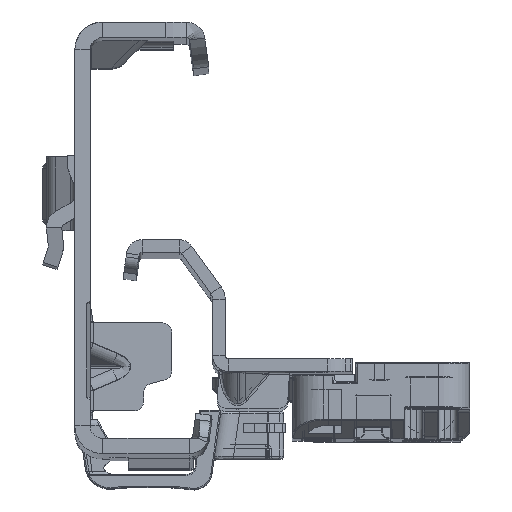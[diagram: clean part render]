
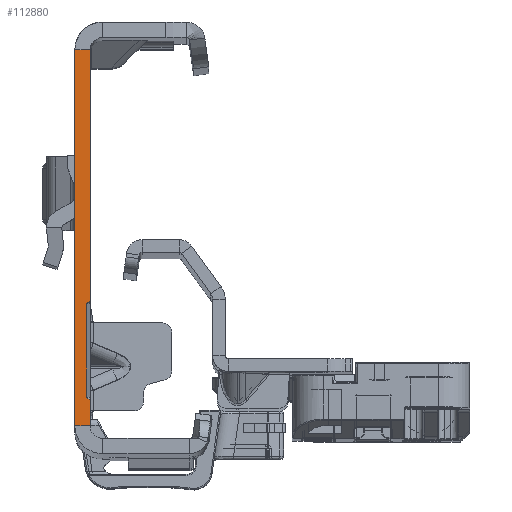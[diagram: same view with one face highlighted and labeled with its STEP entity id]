
A CAD part, top view. The second image highlights one B-rep face of the part: STEP entity #112880.
In plain terms, the highlighted planar face has unit normal (0, 0, 1).
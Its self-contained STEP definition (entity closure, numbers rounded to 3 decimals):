
#888 = VERTEX_POINT ( 'NONE', #56989 ) ;
#2431 = DIRECTION ( 'NONE',  ( 0., -1., 0. ) ) ;
#2781 = CARTESIAN_POINT ( 'NONE',  ( -2.45, -32., 0. ) ) ;
#3049 = LINE ( 'NONE', #100157, #68504 ) ;
#3974 = ORIENTED_EDGE ( 'NONE', *, *, #9631, .T. ) ;
#6991 = VERTEX_POINT ( 'NONE', #87527 ) ;
#7919 = CARTESIAN_POINT ( 'NONE',  ( -2.45, -30., 0. ) ) ;
#8169 = ORIENTED_EDGE ( 'NONE', *, *, #124300, .F. ) ;
#9631 = EDGE_CURVE ( 'NONE', #94197, #104583, #48161, .T. ) ;
#16457 = DIRECTION ( 'NONE',  ( 0., -1., 0. ) ) ;
#17636 = EDGE_CURVE ( 'NONE', #97387, #888, #86908, .T. ) ;
#18469 = EDGE_CURVE ( 'NONE', #24280, #88704, #83209, .T. ) ;
#21948 = CARTESIAN_POINT ( 'NONE',  ( 0., -32., 0. ) ) ;
#23224 = ORIENTED_EDGE ( 'NONE', *, *, #17636, .F. ) ;
#24280 = VERTEX_POINT ( 'NONE', #92801 ) ;
#27065 = EDGE_CURVE ( 'NONE', #97387, #94197, #44585, .T. ) ;
#28949 = VECTOR ( 'NONE', #76467, 1000. ) ;
#30159 = FACE_OUTER_BOUND ( 'NONE', #45369, .T. ) ;
#30493 = VECTOR ( 'NONE', #125934, 1000. ) ;
#35496 = LINE ( 'NONE', #53144, #67274 ) ;
#38260 = EDGE_CURVE ( 'NONE', #115104, #6991, #83590, .T. ) ;
#39510 = ORIENTED_EDGE ( 'NONE', *, *, #38260, .F. ) ;
#42530 = DIRECTION ( 'NONE',  ( 0., 0., 1. ) ) ;
#44585 = LINE ( 'NONE', #95971, #28949 ) ;
#45369 = EDGE_LOOP ( 'NONE', ( #39510, #72040, #23224, #53171, #3974, #8169, #122075, #123690 ) ) ;
#45783 = AXIS2_PLACEMENT_3D ( 'NONE', #2781, #42530, #92663 ) ;
#46531 = CARTESIAN_POINT ( 'NONE',  ( 0., -32., 0. ) ) ;
#48161 = LINE ( 'NONE', #117819, #77023 ) ;
#48982 = EDGE_CURVE ( 'NONE', #115104, #888, #35496, .T. ) ;
#51319 = DIRECTION ( 'NONE',  ( -1., 0., 0. ) ) ;
#53144 = CARTESIAN_POINT ( 'NONE',  ( -0.259, -10.182, 0. ) ) ;
#53171 = ORIENTED_EDGE ( 'NONE', *, *, #27065, .T. ) ;
#56989 = CARTESIAN_POINT ( 'NONE',  ( 0., -9.932, 0. ) ) ;
#65867 = CARTESIAN_POINT ( 'NONE',  ( 0., -30., 0. ) ) ;
#67274 = VECTOR ( 'NONE', #122131, 1000. ) ;
#68504 = VECTOR ( 'NONE', #51319, 1000. ) ;
#69966 = PLANE ( 'NONE',  #45783 ) ;
#72040 = ORIENTED_EDGE ( 'NONE', *, *, #48982, .T. ) ;
#76467 = DIRECTION ( 'NONE',  ( -1., 0., 0. ) ) ;
#76498 = DIRECTION ( 'NONE',  ( -0.719, 0.695, 0. ) ) ;
#77023 = VECTOR ( 'NONE', #87258, 1000. ) ;
#83209 = LINE ( 'NONE', #21948, #85520 ) ;
#83590 = LINE ( 'NONE', #105040, #115481 ) ;
#85520 = VECTOR ( 'NONE', #2431, 1000. ) ;
#86304 = CARTESIAN_POINT ( 'NONE',  ( -2.45, 30., 0. ) ) ;
#86908 = LINE ( 'NONE', #46531, #30493 ) ;
#87258 = DIRECTION ( 'NONE',  ( 0., -1., 0. ) ) ;
#87527 = CARTESIAN_POINT ( 'NONE',  ( -0.536, -25.45, 0. ) ) ;
#88704 = VERTEX_POINT ( 'NONE', #65867 ) ;
#92663 = DIRECTION ( 'NONE',  ( 1., 0., 0. ) ) ;
#92801 = CARTESIAN_POINT ( 'NONE',  ( 0., -25.968, 0. ) ) ;
#93458 = VECTOR ( 'NONE', #76498, 1000. ) ;
#94197 = VERTEX_POINT ( 'NONE', #86304 ) ;
#95971 = CARTESIAN_POINT ( 'NONE',  ( 0., 30., 0. ) ) ;
#95999 = CARTESIAN_POINT ( 'NONE',  ( 0.082, -26.047, 0. ) ) ;
#97387 = VERTEX_POINT ( 'NONE', #128007 ) ;
#100157 = CARTESIAN_POINT ( 'NONE',  ( 0., -30., 0. ) ) ;
#104583 = VERTEX_POINT ( 'NONE', #7919 ) ;
#105040 = CARTESIAN_POINT ( 'NONE',  ( -0.536, -9.85, 0. ) ) ;
#112880 = ADVANCED_FACE ( 'NONE', ( #30159 ), #69966, .T. ) ;
#115104 = VERTEX_POINT ( 'NONE', #123840 ) ;
#115481 = VECTOR ( 'NONE', #16457, 1000. ) ;
#117819 = CARTESIAN_POINT ( 'NONE',  ( -2.45, -32., 0. ) ) ;
#122075 = ORIENTED_EDGE ( 'NONE', *, *, #18469, .F. ) ;
#122131 = DIRECTION ( 'NONE',  ( 0.719, 0.695, 0. ) ) ;
#123690 = ORIENTED_EDGE ( 'NONE', *, *, #124825, .T. ) ;
#123840 = CARTESIAN_POINT ( 'NONE',  ( -0.536, -10.45, 0. ) ) ;
#124300 = EDGE_CURVE ( 'NONE', #88704, #104583, #3049, .T. ) ;
#124825 = EDGE_CURVE ( 'NONE', #24280, #6991, #125311, .T. ) ;
#125311 = LINE ( 'NONE', #95999, #93458 ) ;
#125934 = DIRECTION ( 'NONE',  ( 0., -1., 0. ) ) ;
#128007 = CARTESIAN_POINT ( 'NONE',  ( 0., 30., 0. ) ) ;
